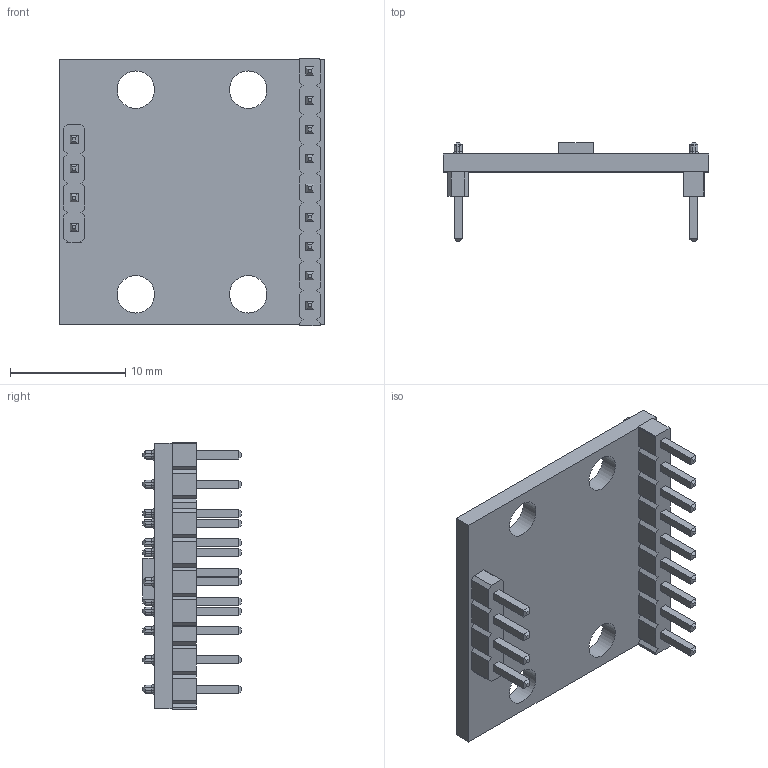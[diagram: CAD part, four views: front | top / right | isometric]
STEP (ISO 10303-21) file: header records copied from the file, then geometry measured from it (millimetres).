
FILE_DESCRIPTION(/* description */ (''),/* implementation_level */ '2;1');
FILE_NAME(/* name */ 'LSM9DS1.step',/* time_stamp */ '2020-12-06T11:49:02-05:00',/* author */ (''),/* organization */ (''),/* preprocessor_version */ 'ST-DEVELOPER v18.1',/* originating_system */ 'Autodesk Translation Framework v9.3.0.1241',/* authorisation */ '');
FILE_SCHEMA (('AUTOMOTIVE_DESIGN { 1 0 10303 214 3 1 1 }'));
Length unit declared in the file: millimetre
Products named in the file (1): LSM9DS1
Bounding box: 23 x 8.55 x 23.2 mm (x, y, z)
Volume: 930.2 mm3; surface area: 1539 mm2
Topology: 1 solids, 1 shells, 526 faces, 1274 edges, 778 vertices
Faces by surface type: plane 340, cylinder 134, torus 52
Full cylindrical faces by diameter (mm): 3.25 x4
Entity records: 15184 total; most frequent: DIRECTION 2648, CARTESIAN_POINT 2579, ORIENTED_EDGE 2548, EDGE_CURVE 1274, LINE 954, VECTOR 954, AXIS2_PLACEMENT_3D 847, VERTEX_POINT 778
